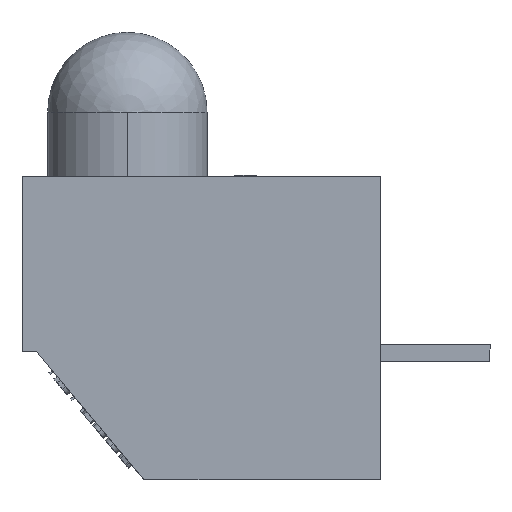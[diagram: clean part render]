
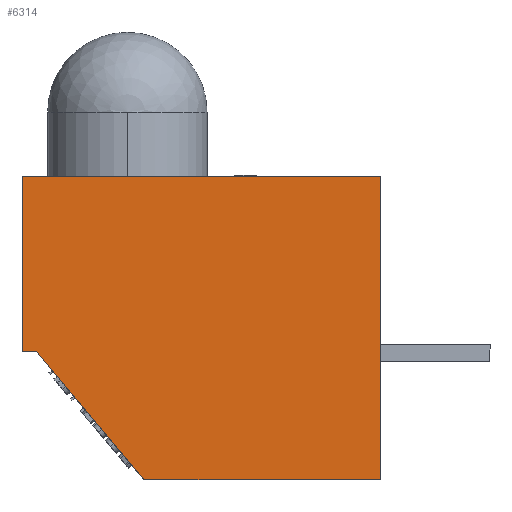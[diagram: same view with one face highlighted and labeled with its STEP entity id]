
A CAD part, left-side view. The second image highlights one B-rep face of the part: STEP entity #6314.
In plain terms, the highlighted planar face has unit normal (-1, 0, 0).
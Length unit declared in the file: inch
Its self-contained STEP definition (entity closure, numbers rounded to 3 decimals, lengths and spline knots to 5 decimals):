
#373 = DIRECTION ( 'NONE',  ( 0., 1., 0. ) ) ;
#746 = CARTESIAN_POINT ( 'NONE',  ( -0.122, -0.01954, -0.36 ) ) ;
#830 = VERTEX_POINT ( 'NONE', #2534 ) ;
#1272 = CARTESIAN_POINT ( 'NONE',  ( -0.122, -0.13542, -0.4981 ) ) ;
#1280 = CARTESIAN_POINT ( 'NONE',  ( -0.122, -0.3, -0.36 ) ) ;
#1281 = VERTEX_POINT ( 'NONE', #7911 ) ;
#1463 = LINE ( 'NONE', #8716, #9432 ) ;
#1581 = EDGE_CURVE ( 'NONE', #2557, #830, #5662, .T. ) ;
#1608 = EDGE_CURVE ( 'NONE', #9649, #8539, #1463, .T. ) ;
#2035 = DIRECTION ( 'NONE',  ( 0., 0.643, 0.766 ) ) ;
#2079 = CARTESIAN_POINT ( 'NONE',  ( -0.122, -0.3, 0. ) ) ;
#2299 = LINE ( 'NONE', #1272, #6141 ) ;
#2534 = CARTESIAN_POINT ( 'NONE',  ( -0.122, 0.125, 0. ) ) ;
#2557 = VERTEX_POINT ( 'NONE', #5542 ) ;
#2580 = LINE ( 'NONE', #8358, #9753 ) ;
#2777 = EDGE_CURVE ( 'NONE', #1281, #2557, #3887, .T. ) ;
#2828 = DIRECTION ( 'NONE',  ( 0., -1., 0. ) ) ;
#2870 = LINE ( 'NONE', #1280, #6726 ) ;
#2975 = AXIS2_PLACEMENT_3D ( 'NONE', #9935, #3724, #5323 ) ;
#3501 = VECTOR ( 'NONE', #9463, 39.37008 ) ;
#3724 = DIRECTION ( 'NONE',  ( -1., 0., 0. ) ) ;
#3887 = LINE ( 'NONE', #4168, #9817 ) ;
#3961 = CARTESIAN_POINT ( 'NONE',  ( -0.122, -0.3, -0.36 ) ) ;
#3980 = EDGE_CURVE ( 'NONE', #830, #8539, #2580, .T. ) ;
#4000 = ORIENTED_EDGE ( 'NONE', *, *, #4834, .T. ) ;
#4057 = VERTEX_POINT ( 'NONE', #746 ) ;
#4168 = CARTESIAN_POINT ( 'NONE',  ( -0.122, -0.3, -0.208 ) ) ;
#4177 = ORIENTED_EDGE ( 'NONE', *, *, #7049, .F. ) ;
#4834 = EDGE_CURVE ( 'NONE', #4057, #9649, #2870, .T. ) ;
#4975 = FACE_OUTER_BOUND ( 'NONE', #9353, .T. ) ;
#5323 = DIRECTION ( 'NONE',  ( 0., -1., 0. ) ) ;
#5542 = CARTESIAN_POINT ( 'NONE',  ( -0.122, 0.125, -0.208 ) ) ;
#5595 = CARTESIAN_POINT ( 'NONE',  ( -0.122, 0.125, -0.36 ) ) ;
#5662 = LINE ( 'NONE', #5595, #3501 ) ;
#6141 = VECTOR ( 'NONE', #2035, 39.37008 ) ;
#6314 = ADVANCED_FACE ( 'NONE', ( #4975 ), #6821, .T. ) ;
#6726 = VECTOR ( 'NONE', #2828, 39.37008 ) ;
#6821 = PLANE ( 'NONE',  #2975 ) ;
#6834 = DIRECTION ( 'NONE',  ( 0., -1., 0. ) ) ;
#6840 = ORIENTED_EDGE ( 'NONE', *, *, #3980, .F. ) ;
#7049 = EDGE_CURVE ( 'NONE', #4057, #1281, #2299, .T. ) ;
#7579 = ORIENTED_EDGE ( 'NONE', *, *, #1608, .T. ) ;
#7911 = CARTESIAN_POINT ( 'NONE',  ( -0.122, 0.108, -0.208 ) ) ;
#7942 = DIRECTION ( 'NONE',  ( 0., 0., 1. ) ) ;
#8358 = CARTESIAN_POINT ( 'NONE',  ( -0.122, -0.3, 0. ) ) ;
#8539 = VERTEX_POINT ( 'NONE', #2079 ) ;
#8630 = ORIENTED_EDGE ( 'NONE', *, *, #1581, .F. ) ;
#8716 = CARTESIAN_POINT ( 'NONE',  ( -0.122, -0.3, -0.36 ) ) ;
#8903 = ORIENTED_EDGE ( 'NONE', *, *, #2777, .F. ) ;
#9353 = EDGE_LOOP ( 'NONE', ( #8903, #4177, #4000, #7579, #6840, #8630 ) ) ;
#9432 = VECTOR ( 'NONE', #7942, 39.37008 ) ;
#9463 = DIRECTION ( 'NONE',  ( 0., 0., 1. ) ) ;
#9649 = VERTEX_POINT ( 'NONE', #3961 ) ;
#9753 = VECTOR ( 'NONE', #6834, 39.37008 ) ;
#9817 = VECTOR ( 'NONE', #373, 39.37008 ) ;
#9935 = CARTESIAN_POINT ( 'NONE',  ( -0.122, -0.3, -0.36 ) ) ;
